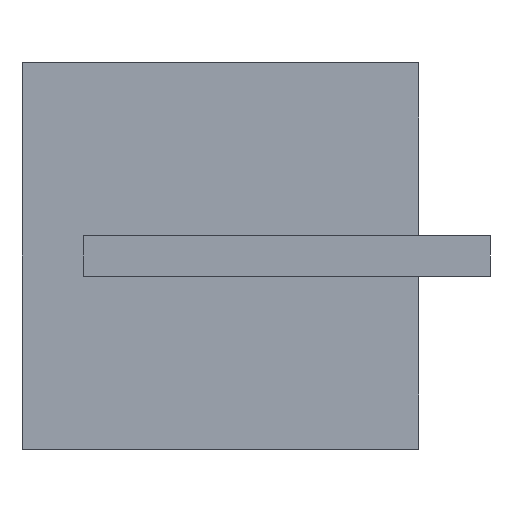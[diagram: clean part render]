
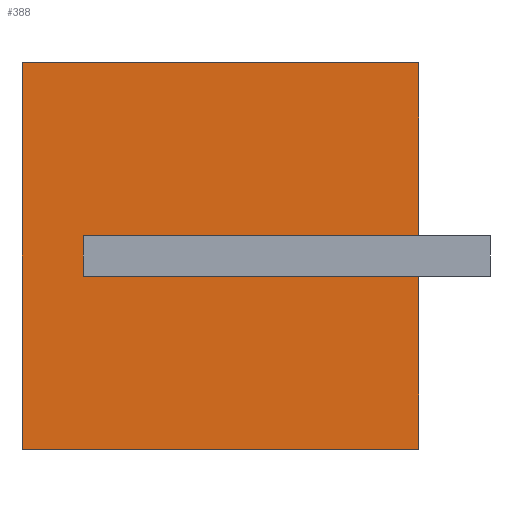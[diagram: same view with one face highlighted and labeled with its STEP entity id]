
A CAD part, front view. The second image highlights one B-rep face of the part: STEP entity #388.
In plain terms, the highlighted planar face has unit normal (0, -1, 0).
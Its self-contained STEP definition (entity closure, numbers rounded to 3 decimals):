
#31=PLANE('',#441);
#50=FACE_OUTER_BOUND('',#75,.T.);
#75=EDGE_LOOP('',(#338,#339,#340,#341,#342,#343,#344,#345));
#93=LINE('',#606,#132);
#96=LINE('',#612,#135);
#100=LINE('',#619,#139);
#105=LINE('',#631,#144);
#111=LINE('',#642,#150);
#112=LINE('',#643,#151);
#113=LINE('',#646,#152);
#114=LINE('',#647,#153);
#132=VECTOR('',#501,10.);
#135=VECTOR('',#506,10.);
#139=VECTOR('',#512,10.);
#144=VECTOR('',#523,10.);
#150=VECTOR('',#531,10.);
#151=VECTOR('',#532,10.);
#152=VECTOR('',#535,10.);
#153=VECTOR('',#536,10.);
#193=VERTEX_POINT('',#603);
#194=VERTEX_POINT('',#605);
#196=VERTEX_POINT('',#611);
#198=VERTEX_POINT('',#618);
#201=VERTEX_POINT('',#628);
#202=VERTEX_POINT('',#630);
#206=VERTEX_POINT('',#640);
#207=VERTEX_POINT('',#645);
#235=EDGE_CURVE('',#194,#193,#93,.T.);
#238=EDGE_CURVE('',#196,#194,#96,.T.);
#242=EDGE_CURVE('',#198,#196,#100,.T.);
#247=EDGE_CURVE('',#201,#202,#105,.T.);
#253=EDGE_CURVE('',#193,#206,#111,.T.);
#254=EDGE_CURVE('',#201,#198,#112,.T.);
#255=EDGE_CURVE('',#207,#206,#113,.T.);
#256=EDGE_CURVE('',#202,#207,#114,.T.);
#338=ORIENTED_EDGE('',*,*,#235,.T.);
#339=ORIENTED_EDGE('',*,*,#253,.T.);
#340=ORIENTED_EDGE('',*,*,#255,.F.);
#341=ORIENTED_EDGE('',*,*,#256,.F.);
#342=ORIENTED_EDGE('',*,*,#247,.F.);
#343=ORIENTED_EDGE('',*,*,#254,.T.);
#344=ORIENTED_EDGE('',*,*,#242,.T.);
#345=ORIENTED_EDGE('',*,*,#238,.T.);
#388=ADVANCED_FACE('',(#50),#31,.T.);
#441=AXIS2_PLACEMENT_3D('',#644,#533,#534);
#501=DIRECTION('',(1.,0.,0.));
#506=DIRECTION('',(0.,0.,1.));
#512=DIRECTION('',(-1.,0.,0.));
#523=DIRECTION('',(-1.,0.,0.));
#531=DIRECTION('',(0.,0.,1.));
#532=DIRECTION('',(0.,0.,1.));
#533=DIRECTION('center_axis',(0.,-1.,0.));
#534=DIRECTION('ref_axis',(1.,0.,0.));
#535=DIRECTION('',(1.,0.,0.));
#536=DIRECTION('',(0.,0.,1.));
#603=CARTESIAN_POINT('',(20.874,0.,2.));
#605=CARTESIAN_POINT('',(-12.126,0.,2.));
#606=CARTESIAN_POINT('',(4.874,0.,2.));
#611=CARTESIAN_POINT('',(-12.126,0.,-2.));
#612=CARTESIAN_POINT('',(-12.126,0.,1.));
#618=CARTESIAN_POINT('',(20.874,0.,-2.));
#619=CARTESIAN_POINT('',(-15.126,0.,-2.));
#628=CARTESIAN_POINT('',(20.874,0.,-19.));
#630=CARTESIAN_POINT('',(-18.126,0.,-19.));
#631=CARTESIAN_POINT('',(-18.126,0.,-19.));
#640=CARTESIAN_POINT('',(20.874,0.,19.));
#642=CARTESIAN_POINT('',(20.874,0.,0.));
#643=CARTESIAN_POINT('',(20.874,0.,0.));
#644=CARTESIAN_POINT('Origin',(-18.126,0.,0.));
#645=CARTESIAN_POINT('',(-18.126,0.,19.));
#646=CARTESIAN_POINT('',(-18.126,0.,19.));
#647=CARTESIAN_POINT('',(-18.126,0.,0.));
